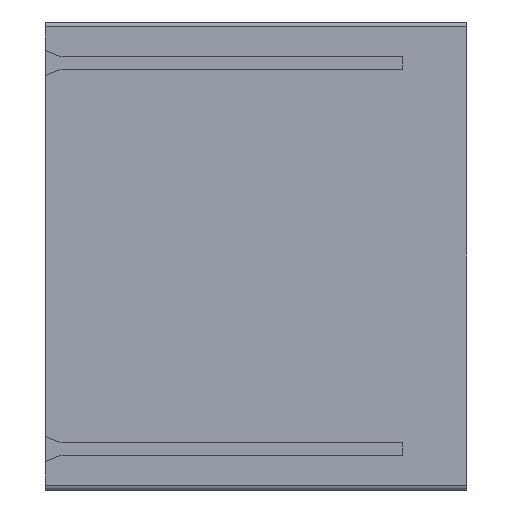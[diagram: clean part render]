
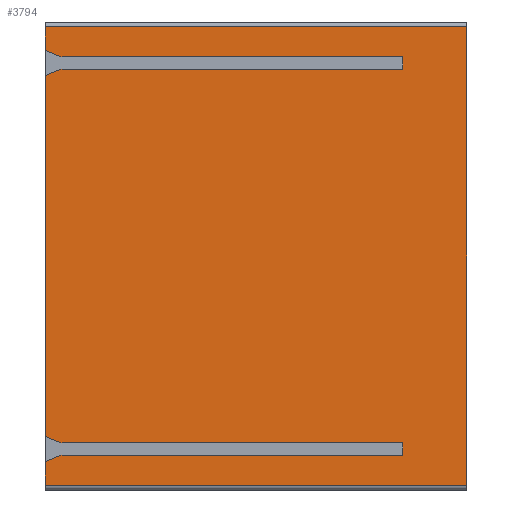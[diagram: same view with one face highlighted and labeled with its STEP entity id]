
A CAD part, left-side view. The second image highlights one B-rep face of the part: STEP entity #3794.
In plain terms, the highlighted planar face has unit normal (-1, 0, 0).
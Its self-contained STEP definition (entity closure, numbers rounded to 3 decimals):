
#144=PLANE('',#4076);
#350=FACE_OUTER_BOUND('',#558,.T.);
#558=EDGE_LOOP('',(#3360,#3361,#3362,#3363,#3364,#3365,#3366,#3367,#3368,
#3369,#3370,#3371,#3372,#3373,#3374,#3375));
#730=LINE('',#5485,#1217);
#746=LINE('',#5518,#1233);
#752=LINE('',#5530,#1239);
#758=LINE('',#5542,#1245);
#809=LINE('',#5649,#1296);
#989=LINE('',#6011,#1476);
#998=LINE('',#6030,#1485);
#1002=LINE('',#6038,#1489);
#1004=LINE('',#6042,#1491);
#1006=LINE('',#6045,#1493);
#1007=LINE('',#6047,#1494);
#1008=LINE('',#6049,#1495);
#1009=LINE('',#6051,#1496);
#1010=LINE('',#6053,#1497);
#1011=LINE('',#6055,#1498);
#1012=LINE('',#6056,#1499);
#1217=VECTOR('',#4451,10.);
#1233=VECTOR('',#4471,10.);
#1239=VECTOR('',#4477,10.);
#1245=VECTOR('',#4483,10.);
#1296=VECTOR('',#4550,10.);
#1476=VECTOR('',#4912,10.);
#1485=VECTOR('',#4929,10.);
#1489=VECTOR('',#4937,10.);
#1491=VECTOR('',#4941,10.);
#1493=VECTOR('',#4945,10.);
#1494=VECTOR('',#4948,10.);
#1495=VECTOR('',#4949,10.);
#1496=VECTOR('',#4950,10.);
#1497=VECTOR('',#4951,10.);
#1498=VECTOR('',#4952,10.);
#1499=VECTOR('',#4953,10.);
#1760=VERTEX_POINT('',#5478);
#1763=VERTEX_POINT('',#5483);
#1778=VERTEX_POINT('',#5517);
#1783=VERTEX_POINT('',#5527);
#1784=VERTEX_POINT('',#5529);
#1789=VERTEX_POINT('',#5539);
#1790=VERTEX_POINT('',#5541);
#1837=VERTEX_POINT('',#5645);
#1929=VERTEX_POINT('',#6009);
#1935=VERTEX_POINT('',#6029);
#1937=VERTEX_POINT('',#6037);
#1938=VERTEX_POINT('',#6041);
#1939=VERTEX_POINT('',#6048);
#1940=VERTEX_POINT('',#6050);
#1941=VERTEX_POINT('',#6052);
#1942=VERTEX_POINT('',#6054);
#2152=EDGE_CURVE('',#1763,#1760,#730,.T.);
#2168=EDGE_CURVE('',#1778,#1760,#746,.T.);
#2174=EDGE_CURVE('',#1784,#1783,#752,.T.);
#2180=EDGE_CURVE('',#1790,#1789,#758,.T.);
#2236=EDGE_CURVE('',#1790,#1837,#809,.T.);
#2417=EDGE_CURVE('',#1789,#1929,#989,.T.);
#2426=EDGE_CURVE('',#1935,#1784,#998,.T.);
#2430=EDGE_CURVE('',#1937,#1935,#1002,.T.);
#2432=EDGE_CURVE('',#1938,#1937,#1004,.T.);
#2434=EDGE_CURVE('',#1929,#1938,#1006,.T.);
#2435=EDGE_CURVE('',#1837,#1763,#1007,.T.);
#2436=EDGE_CURVE('',#1783,#1939,#1008,.T.);
#2437=EDGE_CURVE('',#1939,#1940,#1009,.T.);
#2438=EDGE_CURVE('',#1940,#1941,#1010,.T.);
#2439=EDGE_CURVE('',#1941,#1942,#1011,.T.);
#2440=EDGE_CURVE('',#1942,#1778,#1012,.T.);
#3360=ORIENTED_EDGE('',*,*,#2152,.F.);
#3361=ORIENTED_EDGE('',*,*,#2435,.F.);
#3362=ORIENTED_EDGE('',*,*,#2236,.F.);
#3363=ORIENTED_EDGE('',*,*,#2180,.T.);
#3364=ORIENTED_EDGE('',*,*,#2417,.T.);
#3365=ORIENTED_EDGE('',*,*,#2434,.T.);
#3366=ORIENTED_EDGE('',*,*,#2432,.T.);
#3367=ORIENTED_EDGE('',*,*,#2430,.T.);
#3368=ORIENTED_EDGE('',*,*,#2426,.T.);
#3369=ORIENTED_EDGE('',*,*,#2174,.T.);
#3370=ORIENTED_EDGE('',*,*,#2436,.T.);
#3371=ORIENTED_EDGE('',*,*,#2437,.T.);
#3372=ORIENTED_EDGE('',*,*,#2438,.T.);
#3373=ORIENTED_EDGE('',*,*,#2439,.T.);
#3374=ORIENTED_EDGE('',*,*,#2440,.T.);
#3375=ORIENTED_EDGE('',*,*,#2168,.T.);
#3794=ADVANCED_FACE('',(#350),#144,.T.);
#4076=AXIS2_PLACEMENT_3D('',#6046,#4946,#4947);
#4451=DIRECTION('',(0.,1.,0.));
#4471=DIRECTION('',(0.,0.,-1.));
#4477=DIRECTION('',(0.,0.,-1.));
#4483=DIRECTION('',(0.,0.,-1.));
#4550=DIRECTION('',(0.,-1.,0.));
#4912=DIRECTION('',(0.,-0.928,-0.371));
#4929=DIRECTION('',(0.,0.928,-0.371));
#4937=DIRECTION('',(0.,1.,0.));
#4941=DIRECTION('',(0.,0.,-1.));
#4945=DIRECTION('',(0.,-1.,0.));
#4946=DIRECTION('center_axis',(-1.,0.,0.));
#4947=DIRECTION('ref_axis',(0.,-1.,0.));
#4948=DIRECTION('',(0.,0.,-1.));
#4949=DIRECTION('',(0.,-0.928,-0.371));
#4950=DIRECTION('',(0.,-1.,0.));
#4951=DIRECTION('',(0.,0.,-1.));
#4952=DIRECTION('',(0.,1.,0.));
#4953=DIRECTION('',(0.,0.928,-0.371));
#5478=CARTESIAN_POINT('',(-109.59,67.2,-73.14));
#5483=CARTESIAN_POINT('',(-109.59,-67.2,-73.14));
#5485=CARTESIAN_POINT('',(-109.59,33.6,-73.14));
#5517=CARTESIAN_POINT('',(-109.59,67.2,-65.578));
#5518=CARTESIAN_POINT('',(-109.59,67.2,0.));
#5527=CARTESIAN_POINT('',(-109.59,67.2,-57.578));
#5529=CARTESIAN_POINT('',(-109.59,67.2,57.578));
#5530=CARTESIAN_POINT('',(-109.59,67.2,0.));
#5539=CARTESIAN_POINT('',(-109.59,67.2,65.578));
#5541=CARTESIAN_POINT('',(-109.59,67.2,73.14));
#5542=CARTESIAN_POINT('',(-109.59,67.2,0.));
#5645=CARTESIAN_POINT('',(-109.59,-67.2,73.14));
#5649=CARTESIAN_POINT('',(-109.59,33.6,73.14));
#6009=CARTESIAN_POINT('',(-109.59,62.2,63.578));
#6011=CARTESIAN_POINT('',(-109.59,55.894,61.056));
#6029=CARTESIAN_POINT('',(-109.59,62.2,59.578));
#6030=CARTESIAN_POINT('',(-109.59,74.627,54.608));
#6037=CARTESIAN_POINT('',(-109.59,-46.8,59.578));
#6038=CARTESIAN_POINT('',(-109.59,10.2,59.578));
#6041=CARTESIAN_POINT('',(-109.59,-46.8,63.578));
#6042=CARTESIAN_POINT('',(-109.59,-46.8,31.789));
#6045=CARTESIAN_POINT('',(-109.59,64.7,63.578));
#6046=CARTESIAN_POINT('Origin',(-109.59,67.2,0.));
#6047=CARTESIAN_POINT('',(-109.59,-67.2,0.));
#6048=CARTESIAN_POINT('',(-109.59,62.2,-59.578));
#6049=CARTESIAN_POINT('',(-109.59,74.627,-54.608));
#6050=CARTESIAN_POINT('',(-109.59,-46.8,-59.578));
#6051=CARTESIAN_POINT('',(-109.59,10.2,-59.578));
#6052=CARTESIAN_POINT('',(-109.59,-46.8,-63.578));
#6053=CARTESIAN_POINT('',(-109.59,-46.8,-31.789));
#6054=CARTESIAN_POINT('',(-109.59,62.2,-63.578));
#6055=CARTESIAN_POINT('',(-109.59,64.7,-63.578));
#6056=CARTESIAN_POINT('',(-109.59,55.894,-61.056));
